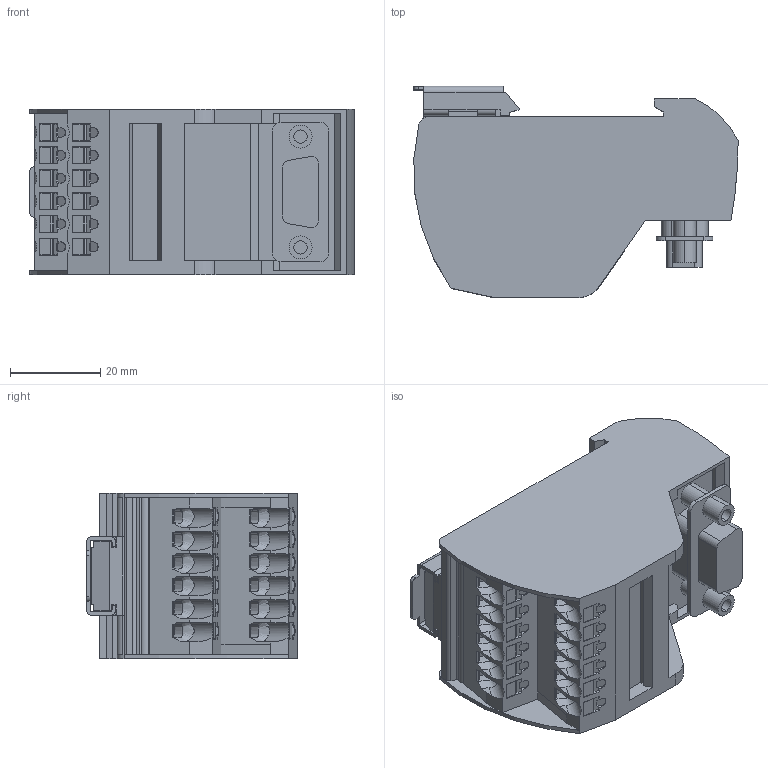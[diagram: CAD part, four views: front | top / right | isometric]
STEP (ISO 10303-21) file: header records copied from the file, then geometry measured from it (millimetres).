
FILE_DESCRIPTION(('SolidDesigner STEP Export'),'2;1');
FILE_NAME('2903777_VIP_2_PT_D_9SUB_M-select.stp','2013-06-25T 8:53:03',(''),(''),'Creo Elements/Direct Modeling STEP processor for AP214 (Solid Model)','Creo Elements/Direct Modeling 18.1 06-May-2012 (C) Parametric Technology GmbH','');
FILE_SCHEMA(('AUTOMOTIVE_DESIGN { 1 0 10303 214 1 1 1 1 }'));
Length unit declared in the file: millimetre
Products named in the file (1): 2903777_VIP_2_PT_D_9SUB_M-select
Bounding box: 72.05 x 46.9 x 36.78 mm (x, y, z)
Volume: 78573.7 mm3; surface area: 18738.2 mm2
Topology: 1 solids, 1 shells, 634 faces, 1814 edges, 1210 vertices
Faces by surface type: plane 484, cylinder 114, extrusion 24, bspline 12
Entity records: 32528 total; most frequent: CARTESIAN_POINT 11108, ORIENTED_EDGE 3628, DIRECTION 3011, EDGE_CURVE 1814, VECTOR 1365, LINE 1341, VERTEX_POINT 1210, AXIS2_PLACEMENT_3D 823
